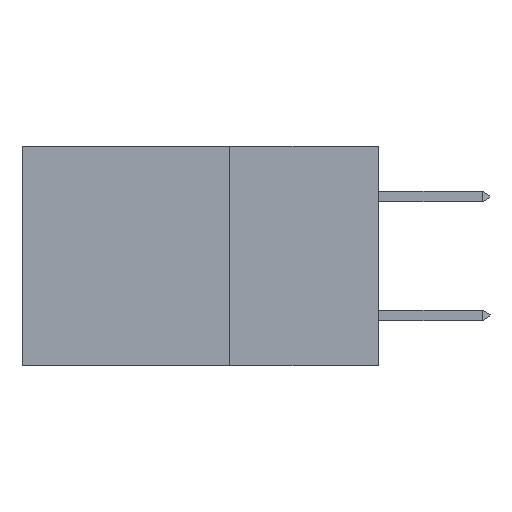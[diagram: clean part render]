
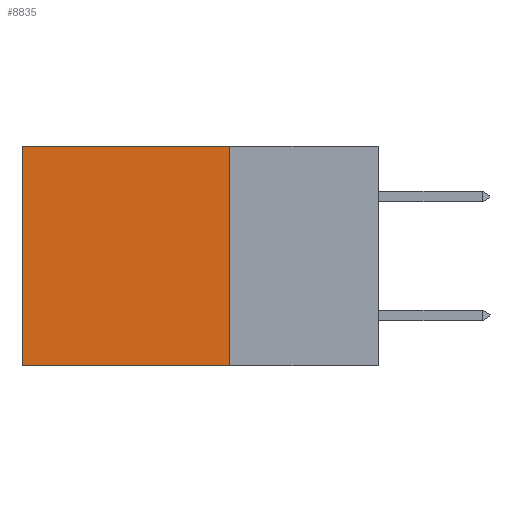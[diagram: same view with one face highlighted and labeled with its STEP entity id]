
A CAD part, left-side view. The second image highlights one B-rep face of the part: STEP entity #8835.
In plain terms, the highlighted planar face has unit normal (-1, 0, 0).
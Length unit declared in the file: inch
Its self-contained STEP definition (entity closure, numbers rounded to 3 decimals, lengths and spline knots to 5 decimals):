
#538 = EDGE_CURVE ( 'NONE', #9788, #15032, #11607, .T. ) ;
#1367 = VECTOR ( 'NONE', #8389, 39.37008 ) ;
#1491 = DIRECTION ( 'NONE',  ( 0., 0., -1. ) ) ;
#1803 = DIRECTION ( 'NONE',  ( 0., 0., -1. ) ) ;
#3017 = ORIENTED_EDGE ( 'NONE', *, *, #538, .T. ) ;
#3312 = PLANE ( 'NONE',  #17897 ) ;
#3821 = LINE ( 'NONE', #15756, #17404 ) ;
#4140 = LINE ( 'NONE', #12375, #7525 ) ;
#5800 = ORIENTED_EDGE ( 'NONE', *, *, #17788, .T. ) ;
#6580 = EDGE_CURVE ( 'NONE', #9788, #18981, #3821, .T. ) ;
#7525 = VECTOR ( 'NONE', #18938, 39.37008 ) ;
#8389 = DIRECTION ( 'NONE',  ( 0., 1., 0. ) ) ;
#8835 = ADVANCED_FACE ( 'NONE', ( #21567 ), #3312, .F. ) ;
#9372 = EDGE_LOOP ( 'NONE', ( #5800, #19889, #15687, #3017 ) ) ;
#9788 = VERTEX_POINT ( 'NONE', #14694 ) ;
#10114 = CARTESIAN_POINT ( 'NONE',  ( 0.298, 0.25, -0.37 ) ) ;
#10269 = CARTESIAN_POINT ( 'NONE',  ( 0.298, 0.6, -0.37 ) ) ;
#10621 = CARTESIAN_POINT ( 'NONE',  ( 0.298, 0.6, 0. ) ) ;
#11607 = LINE ( 'NONE', #16873, #1367 ) ;
#12375 = CARTESIAN_POINT ( 'NONE',  ( 0.298, 0.25, -0.37 ) ) ;
#13291 = DIRECTION ( 'NONE',  ( 1., 0., 0. ) ) ;
#14681 = VECTOR ( 'NONE', #1803, 39.37008 ) ;
#14694 = CARTESIAN_POINT ( 'NONE',  ( 0.298, 0.25, 0. ) ) ;
#15032 = VERTEX_POINT ( 'NONE', #10621 ) ;
#15670 = VERTEX_POINT ( 'NONE', #10269 ) ;
#15687 = ORIENTED_EDGE ( 'NONE', *, *, #6580, .F. ) ;
#15723 = LINE ( 'NONE', #18403, #14681 ) ;
#15756 = CARTESIAN_POINT ( 'NONE',  ( 0.298, 0.25, 0. ) ) ;
#16873 = CARTESIAN_POINT ( 'NONE',  ( 0.298, 0.25, 0. ) ) ;
#17404 = VECTOR ( 'NONE', #18828, 39.37008 ) ;
#17788 = EDGE_CURVE ( 'NONE', #15032, #15670, #15723, .T. ) ;
#17897 = AXIS2_PLACEMENT_3D ( 'NONE', #21573, #13291, #1491 ) ;
#18403 = CARTESIAN_POINT ( 'NONE',  ( 0.298, 0.6, 0. ) ) ;
#18828 = DIRECTION ( 'NONE',  ( 0., 0., -1. ) ) ;
#18938 = DIRECTION ( 'NONE',  ( 0., 1., 0. ) ) ;
#18981 = VERTEX_POINT ( 'NONE', #10114 ) ;
#19618 = EDGE_CURVE ( 'NONE', #18981, #15670, #4140, .T. ) ;
#19889 = ORIENTED_EDGE ( 'NONE', *, *, #19618, .F. ) ;
#21567 = FACE_OUTER_BOUND ( 'NONE', #9372, .T. ) ;
#21573 = CARTESIAN_POINT ( 'NONE',  ( 0.298, 0.25, 0. ) ) ;
